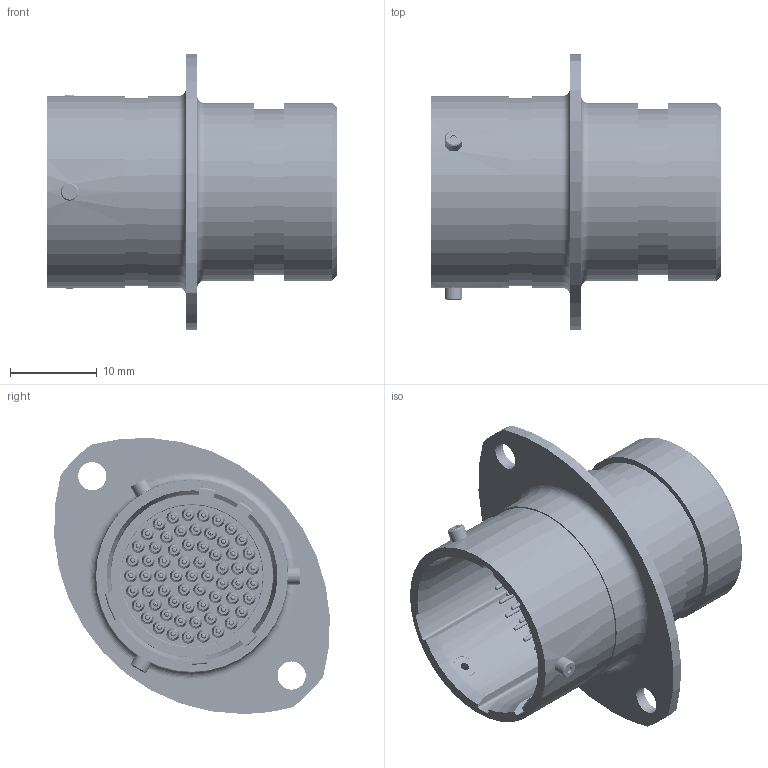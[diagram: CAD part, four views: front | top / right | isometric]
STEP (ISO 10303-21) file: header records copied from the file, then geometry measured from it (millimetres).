
FILE_DESCRIPTION (( 'STEP AP214' ), '1' );
FILE_NAME ('ASDD014-64PA.STEP', '2019-01-15T11:28:54', ( '' ), ( '' ), 'SwSTEP 2.0', 'SolidWorks 2016', '' );
FILE_SCHEMA (( 'AUTOMOTIVE_DESIGN' ));
Length unit declared in the file: millimetre
Products named in the file (1): ASDD014-64PA
Bounding box: 33.31 x 31.76 x 31.8 mm (x, y, z)
Volume: 7146.6 mm3; surface area: 11377.7 mm2
Topology: 73 solids, 73 shells, 2704 faces, 5862 edges, 3441 vertices
Faces by surface type: cylinder 868, torus 790, cone 532, plane 370, sphere 144
Entity records: 103595 total; most frequent: DIRECTION 15077, CARTESIAN_POINT 11982, ORIENTED_EDGE 11176, AXIS2_PLACEMENT_3D 6826, EDGE_CURVE 5588, CIRCLE 4121, VERTEX_POINT 3305, EDGE_LOOP 3251
